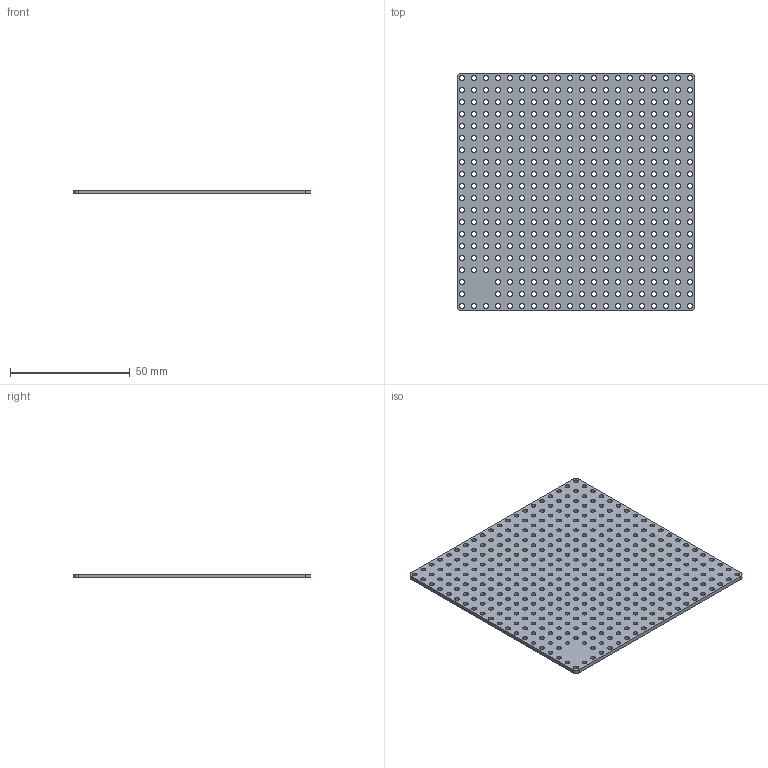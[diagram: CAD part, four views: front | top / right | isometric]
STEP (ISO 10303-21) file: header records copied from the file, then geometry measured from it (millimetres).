
FILE_DESCRIPTION(('KiCad electronic assembly'),'2;1');
FILE_NAME('001-base.step','2022-11-11T16:28:32',('Pcbnew'),('Kicad'), 'Open CASCADE STEP processor 7.5','KiCad to STEP converter','Unknown' );
FILE_SCHEMA(('AUTOMOTIVE_DESIGN { 1 0 10303 214 1 1 1 1 }'));
Length unit declared in the file: millimetre
Products named in the file (2): 001-base 1; base PCB
Assembly tree (1 placements, depth 2):
  001-base 1
    base PCB
Bounding box: 99 x 99 x 1.6 mm (x, y, z)
Volume: 13685.6 mm3; surface area: 21716.1 mm2
Topology: 1 solids, 1 shells, 406 faces, 1212 edges, 808 vertices
Faces by surface type: cylinder 400, plane 6
Full cylindrical faces by diameter (mm): 2 x396
Entity records: 33943 total; most frequent: CARTESIAN_POINT 9652, DIRECTION 4452, ORIENTED_EDGE 2424, PCURVE 2424, DEFINITIONAL_REPRESENTATION 2424, LINE 2036, VECTOR 2036, EDGE_CURVE 1212
